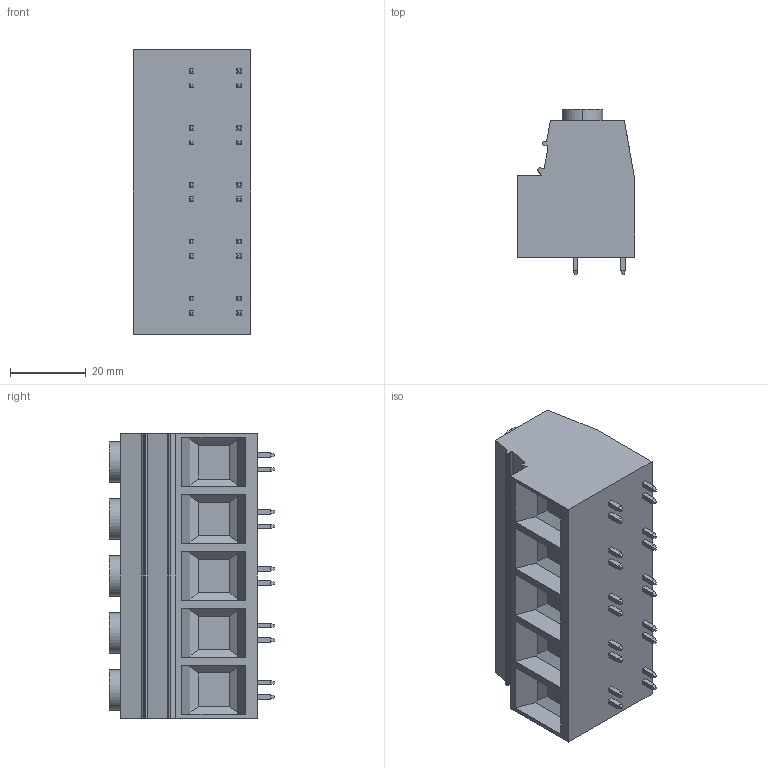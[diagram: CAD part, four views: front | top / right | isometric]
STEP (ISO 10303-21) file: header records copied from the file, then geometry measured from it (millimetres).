
FILE_DESCRIPTION((''),'2;1');
FILE_NAME('PRT0002','2024-09-27T',('sj'),(''),'PRO/ENGINEER BY PARAMETRIC TECHNOLOGY CORPORATION, 2013240','PRO/ENGINEER BY PARAMETRIC TECHNOLOGY CORPORATION, 2013240','');
FILE_SCHEMA(('AUTOMOTIVE_DESIGN_CC2 { 1 2 10303 214 -1 1 5 2 }'));
Length unit declared in the file: millimetre
Products named in the file (1): PRT0002
Bounding box: 31 x 43.51 x 75 mm (x, y, z)
Volume: 66615.8 mm3; surface area: 15597.5 mm2
Topology: 1 solids, 1 shells, 401 faces, 987 edges, 628 vertices
Faces by surface type: plane 339, cylinder 62
Entity records: 11655 total; most frequent: CARTESIAN_POINT 2066, ORIENTED_EDGE 1974, DIRECTION 1923, EDGE_CURVE 987, VECTOR 833, LINE 833, VERTEX_POINT 628, AXIS2_PLACEMENT_3D 545
